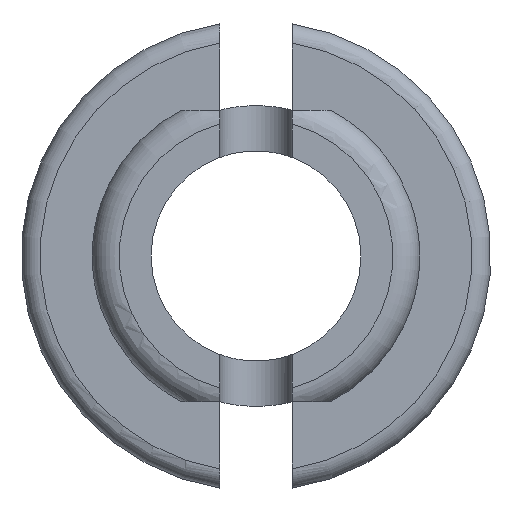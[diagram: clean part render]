
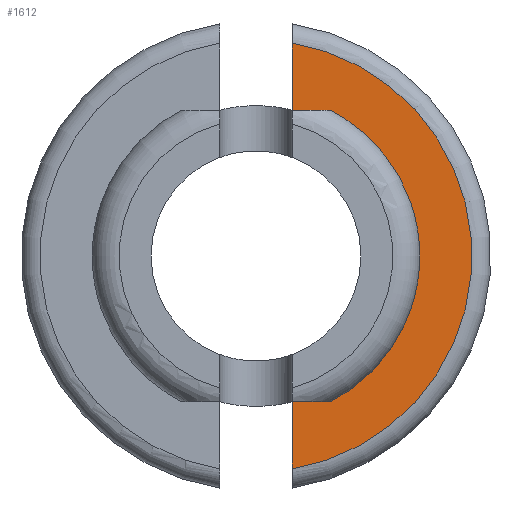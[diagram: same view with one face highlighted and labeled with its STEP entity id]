
A CAD part, left-side view. The second image highlights one B-rep face of the part: STEP entity #1612.
In plain terms, the highlighted planar face has unit normal (-1, 0, 0).
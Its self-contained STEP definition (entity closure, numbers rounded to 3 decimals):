
#43=CIRCLE('',#1726,2.4);
#44=CIRCLE('',#1727,2.4);
#45=CIRCLE('',#1728,3.45);
#123=FACE_OUTER_BOUND('',#210,.T.);
#210=EDGE_LOOP('',(#1125,#1126,#1127,#1128,#1129));
#388=LINE('',#2409,#521);
#394=LINE('',#2533,#527);
#521=VECTOR('',#1879,10.);
#527=VECTOR('',#1893,10.);
#660=VERTEX_POINT('',#2397);
#661=VERTEX_POINT('',#2408);
#666=VERTEX_POINT('',#2530);
#667=VERTEX_POINT('',#2532);
#682=VERTEX_POINT('',#2620);
#824=EDGE_CURVE('',#661,#660,#388,.T.);
#836=EDGE_CURVE('',#667,#666,#394,.T.);
#855=EDGE_CURVE('',#666,#682,#43,.T.);
#856=EDGE_CURVE('',#682,#661,#44,.T.);
#857=EDGE_CURVE('',#667,#660,#45,.T.);
#1125=ORIENTED_EDGE('',*,*,#836,.T.);
#1126=ORIENTED_EDGE('',*,*,#855,.T.);
#1127=ORIENTED_EDGE('',*,*,#856,.T.);
#1128=ORIENTED_EDGE('',*,*,#824,.T.);
#1129=ORIENTED_EDGE('',*,*,#857,.F.);
#1563=PLANE('',#1725);
#1612=ADVANCED_FACE('',(#123),#1563,.T.);
#1725=AXIS2_PLACEMENT_3D('',#2619,#1916,#1917);
#1726=AXIS2_PLACEMENT_3D('',#2621,#1918,#1919);
#1727=AXIS2_PLACEMENT_3D('',#2622,#1920,#1921);
#1728=AXIS2_PLACEMENT_3D('',#2623,#1922,#1923);
#1879=DIRECTION('',(0.,0.,-1.));
#1893=DIRECTION('',(0.,0.,-1.));
#1916=DIRECTION('center_axis',(-1.,0.,0.));
#1917=DIRECTION('ref_axis',(0.,0.,1.));
#1918=DIRECTION('center_axis',(1.,0.,0.));
#1919=DIRECTION('ref_axis',(0.,0.,-1.));
#1920=DIRECTION('center_axis',(1.,0.,0.));
#1921=DIRECTION('ref_axis',(0.,0.,-1.));
#1922=DIRECTION('center_axis',(1.,0.,0.));
#1923=DIRECTION('ref_axis',(0.,0.,-1.));
#2397=CARTESIAN_POINT('',(-0.825,-0.575,-3.402));
#2408=CARTESIAN_POINT('',(-0.825,-0.575,-2.33));
#2409=CARTESIAN_POINT('',(-0.825,-0.575,0.));
#2530=CARTESIAN_POINT('',(-0.825,-0.575,2.33));
#2532=CARTESIAN_POINT('',(-0.825,-0.575,3.402));
#2533=CARTESIAN_POINT('',(-0.825,-0.575,0.));
#2619=CARTESIAN_POINT('Origin',(-0.825,3.45,0.));
#2620=CARTESIAN_POINT('',(-0.825,-2.4,0.));
#2621=CARTESIAN_POINT('Origin',(-0.825,0.,0.));
#2622=CARTESIAN_POINT('Origin',(-0.825,0.,0.));
#2623=CARTESIAN_POINT('Origin',(-0.825,0.,0.));
